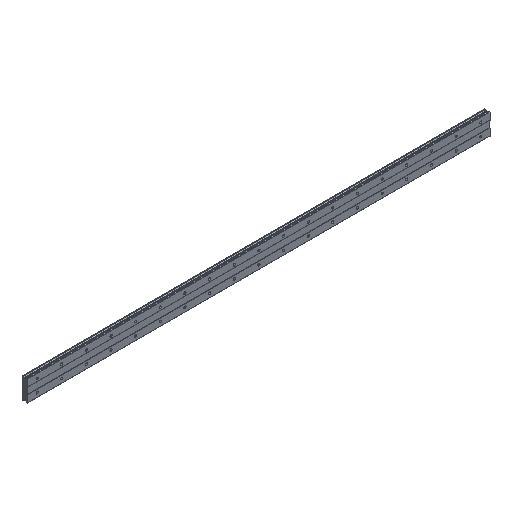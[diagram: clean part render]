
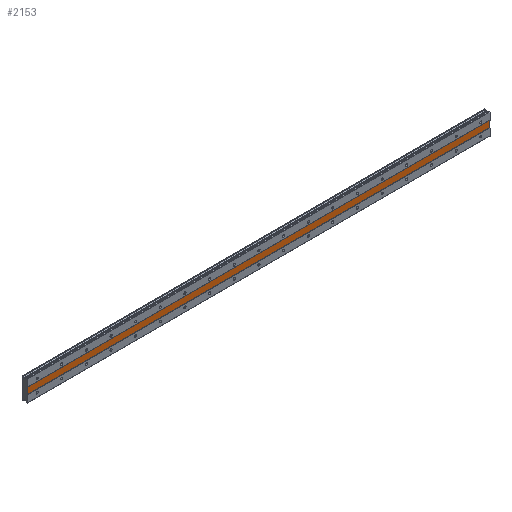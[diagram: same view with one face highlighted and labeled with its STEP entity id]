
A CAD part, isometric view. The second image highlights one B-rep face of the part: STEP entity #2153.
In plain terms, the highlighted planar face has unit normal (0, -1, 0).
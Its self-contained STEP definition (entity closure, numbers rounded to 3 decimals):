
#117 = VECTOR ( 'NONE', #295, 1000. ) ;
#295 = DIRECTION ( 'NONE',  ( 0., 0., -1. ) ) ;
#524 = ORIENTED_EDGE ( 'NONE', *, *, #2382, .F. ) ;
#812 = LINE ( 'NONE', #4659, #117 ) ;
#1025 = VERTEX_POINT ( 'NONE', #2807 ) ;
#1085 = VERTEX_POINT ( 'NONE', #4909 ) ;
#1235 = EDGE_CURVE ( 'NONE', #1085, #2700, #2163, .T. ) ;
#1538 = CARTESIAN_POINT ( 'NONE',  ( 1470., 1., 10. ) ) ;
#1650 = AXIS2_PLACEMENT_3D ( 'NONE', #4247, #6878, #6837 ) ;
#1702 = VECTOR ( 'NONE', #4374, 1000. ) ;
#1928 = EDGE_CURVE ( 'NONE', #2300, #2700, #812, .T. ) ;
#2153 = ADVANCED_FACE ( 'NONE', ( #2629 ), #3725, .F. ) ;
#2163 = LINE ( 'NONE', #6455, #5144 ) ;
#2300 = VERTEX_POINT ( 'NONE', #1538 ) ;
#2382 = EDGE_CURVE ( 'NONE', #1025, #2300, #4284, .T. ) ;
#2629 = FACE_OUTER_BOUND ( 'NONE', #6235, .T. ) ;
#2700 = VERTEX_POINT ( 'NONE', #5451 ) ;
#2807 = CARTESIAN_POINT ( 'NONE',  ( -30., 1., 10. ) ) ;
#3725 = PLANE ( 'NONE',  #1650 ) ;
#4044 = ORIENTED_EDGE ( 'NONE', *, *, #4849, .T. ) ;
#4183 = DIRECTION ( 'NONE',  ( 1., 0., 0. ) ) ;
#4230 = ORIENTED_EDGE ( 'NONE', *, *, #1235, .T. ) ;
#4247 = CARTESIAN_POINT ( 'NONE',  ( 1470., 1., 10. ) ) ;
#4284 = LINE ( 'NONE', #5324, #5803 ) ;
#4374 = DIRECTION ( 'NONE',  ( 0., 0., -1. ) ) ;
#4659 = CARTESIAN_POINT ( 'NONE',  ( 1470., 1., 34.482 ) ) ;
#4849 = EDGE_CURVE ( 'NONE', #1025, #1085, #5881, .T. ) ;
#4909 = CARTESIAN_POINT ( 'NONE',  ( -30., 1., -10. ) ) ;
#5144 = VECTOR ( 'NONE', #6394, 1000. ) ;
#5324 = CARTESIAN_POINT ( 'NONE',  ( 1470., 1., 10. ) ) ;
#5349 = CARTESIAN_POINT ( 'NONE',  ( -30., 1., 34.482 ) ) ;
#5451 = CARTESIAN_POINT ( 'NONE',  ( 1470., 1., -10. ) ) ;
#5768 = ORIENTED_EDGE ( 'NONE', *, *, #1928, .F. ) ;
#5803 = VECTOR ( 'NONE', #4183, 1000. ) ;
#5881 = LINE ( 'NONE', #5349, #1702 ) ;
#6235 = EDGE_LOOP ( 'NONE', ( #4230, #5768, #524, #4044 ) ) ;
#6394 = DIRECTION ( 'NONE',  ( 1., 0., 0. ) ) ;
#6455 = CARTESIAN_POINT ( 'NONE',  ( 1470., 1., -10. ) ) ;
#6837 = DIRECTION ( 'NONE',  ( 0., 0., 1. ) ) ;
#6878 = DIRECTION ( 'NONE',  ( 0., 1., 0. ) ) ;
